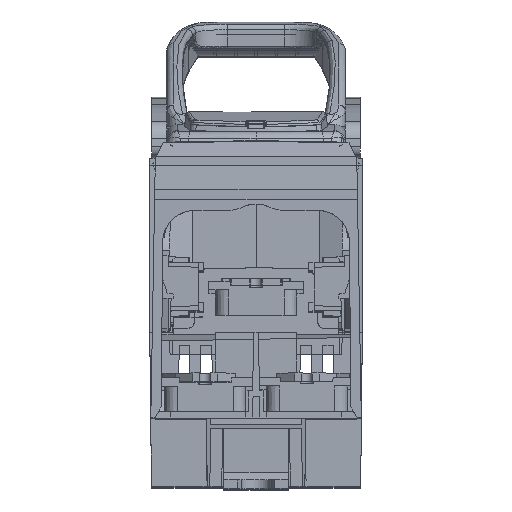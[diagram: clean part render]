
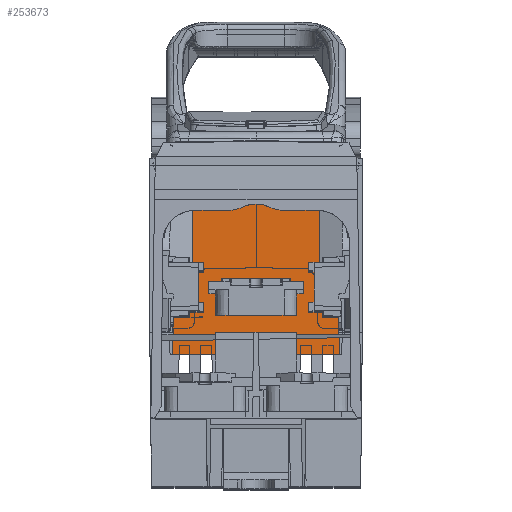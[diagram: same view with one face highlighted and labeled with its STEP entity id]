
A CAD part, top view. The second image highlights one B-rep face of the part: STEP entity #253673.
In plain terms, the highlighted planar face has unit normal (0, -0.009, -1).
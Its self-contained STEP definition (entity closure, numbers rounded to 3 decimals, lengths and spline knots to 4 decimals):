
#253351=DIRECTION('',(0.009,-1.,0.009));
#253352=VECTOR('',#253351,3.5042);
#253353=CARTESIAN_POINT('',(-0.4832,24.4794,
-17.3802));
#253354=LINE('',#253353,#253352);
#253365=DIRECTION('',(-0.052,0.999,-0.009));
#253366=VECTOR('',#253365,0.0394);
#253367=CARTESIAN_POINT('',(-3.3211,24.44,
-17.3799));
#253368=LINE('',#253367,#253366);
#253372=DIRECTION('',(-1.,0.,0.));
#253373=VECTOR('',#253372,0.1508);
#253374=CARTESIAN_POINT('',(-3.3232,24.4794,
-17.3802));
#253375=LINE('',#253374,#253373);
#253379=DIRECTION('',(-0.009,-1.,0.009));
#253380=VECTOR('',#253379,3.5042);
#253381=CARTESIAN_POINT('',(-3.474,24.4794,
-17.3802));
#253382=LINE('',#253381,#253380);
#253386=DIRECTION('',(1.,0.,0.));
#253387=VECTOR('',#253386,3.052);
#253388=CARTESIAN_POINT('',(-3.5046,20.9755,
-17.3496));
#253389=LINE('',#253388,#253387);
#253393=DIRECTION('',(-1.,0.,0.));
#253394=VECTOR('',#253393,0.1508);
#253395=CARTESIAN_POINT('',(-0.4832,24.4794,
-17.3802));
#253396=LINE('',#253395,#253394);
#253400=DIRECTION('',(-0.052,-0.999,0.009));
#253401=VECTOR('',#253400,0.0394);
#253402=CARTESIAN_POINT('',(-0.634,24.4794,
-17.3802));
#253403=LINE('',#253402,#253401);
#253407=DIRECTION('',(-1.,0.,0.));
#253408=VECTOR('',#253407,2.6851);
#253409=CARTESIAN_POINT('',(-0.636,24.44,
-17.3799));
#253410=LINE('',#253409,#253408);
#253414=CARTESIAN_POINT('',(-3.474,24.4794,
-17.3802));
#253416=VERTEX_POINT('',#253414);
#253452=CARTESIAN_POINT('',(-0.4832,24.4794,
-17.3802));
#253453=VERTEX_POINT('',#253452);
#253454=CARTESIAN_POINT('',(-3.3211,24.44,
-17.3799));
#253455=CARTESIAN_POINT('',(-3.3232,24.4794,
-17.3802));
#253456=VERTEX_POINT('',#253454);
#253457=VERTEX_POINT('',#253455);
#253458=CARTESIAN_POINT('',(-0.634,24.4794,
-17.3802));
#253459=VERTEX_POINT('',#253458);
#253460=CARTESIAN_POINT('',(-0.636,24.44,
-17.3799));
#253461=VERTEX_POINT('',#253460);
#253464=CARTESIAN_POINT('',(-3.5046,20.9755,
-17.3496));
#253465=VERTEX_POINT('',#253464);
#253472=CARTESIAN_POINT('',(-0.4526,20.9755,
-17.3496));
#253473=VERTEX_POINT('',#253472);
#253653=CARTESIAN_POINT('',(-2.6499,24.4399,
-17.3799));
#253654=DIRECTION('',(0.,-0.009,
-1.));
#253655=DIRECTION('',(0.,1.,-0.009));
#253656=AXIS2_PLACEMENT_3D('',#253653,#253654,#253655);
#253657=PLANE('',#253656);
#253659=ORIENTED_EDGE('',*,*,#253658,.T.);
#253661=ORIENTED_EDGE('',*,*,#253660,.T.);
#253662=ORIENTED_EDGE('',*,*,#253483,.T.);
#253663=ORIENTED_EDGE('',*,*,#253564,.T.);
#253664=ORIENTED_EDGE('',*,*,#253640,.F.);
#253666=ORIENTED_EDGE('',*,*,#253665,.T.);
#253668=ORIENTED_EDGE('',*,*,#253667,.T.);
#253670=ORIENTED_EDGE('',*,*,#253669,.T.);
#253671=EDGE_LOOP('',(#253659,#253661,#253662,#253663,#253664,#253666,#253668,
#253670));
#253672=FACE_OUTER_BOUND('',#253671,.F.);
#253483=EDGE_CURVE('',#253416,#253465,#253382,.T.);
#253564=EDGE_CURVE('',#253465,#253473,#253389,.T.);
#253640=EDGE_CURVE('',#253453,#253473,#253354,.T.);
#253658=EDGE_CURVE('',#253456,#253457,#253368,.T.);
#253660=EDGE_CURVE('',#253457,#253416,#253375,.T.);
#253665=EDGE_CURVE('',#253453,#253459,#253396,.T.);
#253667=EDGE_CURVE('',#253459,#253461,#253403,.T.);
#253669=EDGE_CURVE('',#253461,#253456,#253410,.T.);
#253673=ADVANCED_FACE('',(#253672),#253657,.T.);
